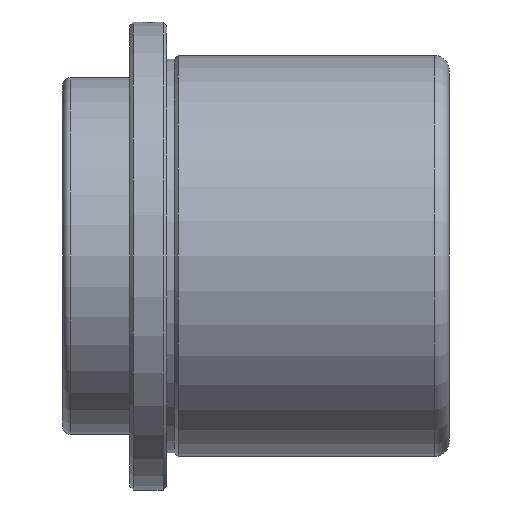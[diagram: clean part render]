
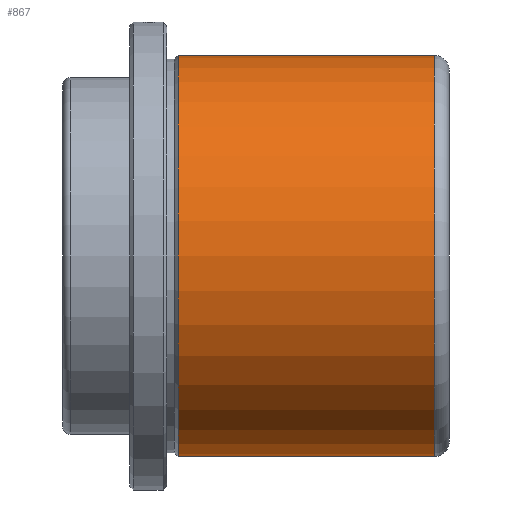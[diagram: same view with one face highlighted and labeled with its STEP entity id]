
A CAD part, left-side view. The second image highlights one B-rep face of the part: STEP entity #867.
In plain terms, the highlighted cylindrical face has radius 27 mm (diameter 54 mm), a partial arc.
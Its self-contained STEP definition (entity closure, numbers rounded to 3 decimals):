
#127 = CARTESIAN_POINT ( 'NONE',  ( 0., 0., 27. ) ) ;
#128 = CARTESIAN_POINT ( 'NONE',  ( 0., -12.248, 27. ) ) ;
#129 = EDGE_CURVE ( 'NONE', #4296, #2345, #130, .T. ) ;
#130 = CIRCLE ( 'NONE', #4501, 27. ) ;
#271 = CARTESIAN_POINT ( 'NONE',  ( 0., -12.248, -27. ) ) ;
#399 = ORIENTED_EDGE ( 'NONE', *, *, #1069, .F. ) ;
#777 = DIRECTION ( 'NONE',  ( 0., 1., 0. ) ) ;
#867 = ADVANCED_FACE ( 'NONE', ( #3214 ), #5558, .T. ) ;
#1069 = EDGE_CURVE ( 'NONE', #5863, #1712, #3584, .T. ) ;
#1221 = CARTESIAN_POINT ( 'NONE',  ( 0., 0., -27. ) ) ;
#1271 = ORIENTED_EDGE ( 'NONE', *, *, #3628, .F. ) ;
#1578 = AXIS2_PLACEMENT_3D ( 'NONE', #1933, #4250, #3773 ) ;
#1712 = VERTEX_POINT ( 'NONE', #5628 ) ;
#1788 = AXIS2_PLACEMENT_3D ( 'NONE', #3768, #5211, #2862 ) ;
#1921 = CARTESIAN_POINT ( 'NONE',  ( 0., 22.252, -27. ) ) ;
#1933 = CARTESIAN_POINT ( 'NONE',  ( 0., 0., 0. ) ) ;
#2175 = DIRECTION ( 'NONE',  ( 0., 0., 1. ) ) ;
#2345 = VERTEX_POINT ( 'NONE', #128 ) ;
#2629 = DIRECTION ( 'NONE',  ( 0., 1., 0. ) ) ;
#2818 = VECTOR ( 'NONE', #4784, 1000. ) ;
#2862 = DIRECTION ( 'NONE',  ( 0., 0., 1. ) ) ;
#3214 = FACE_OUTER_BOUND ( 'NONE', #5759, .T. ) ;
#3325 = VECTOR ( 'NONE', #2629, 1000. ) ;
#3383 = LINE ( 'NONE', #127, #2818 ) ;
#3570 = CARTESIAN_POINT ( 'NONE',  ( 0., -12.248, 0. ) ) ;
#3584 = CIRCLE ( 'NONE', #1788, 27. ) ;
#3628 = EDGE_CURVE ( 'NONE', #4296, #5863, #4592, .T. ) ;
#3768 = CARTESIAN_POINT ( 'NONE',  ( 0., 22.252, 0. ) ) ;
#3773 = DIRECTION ( 'NONE',  ( 0., 0., 1. ) ) ;
#3810 = ORIENTED_EDGE ( 'NONE', *, *, #129, .T. ) ;
#4250 = DIRECTION ( 'NONE',  ( 0., 1., 0. ) ) ;
#4296 = VERTEX_POINT ( 'NONE', #271 ) ;
#4501 = AXIS2_PLACEMENT_3D ( 'NONE', #3570, #777, #2175 ) ;
#4592 = LINE ( 'NONE', #1221, #3325 ) ;
#4784 = DIRECTION ( 'NONE',  ( 0., 1., 0. ) ) ;
#4838 = EDGE_CURVE ( 'NONE', #2345, #1712, #3383, .T. ) ;
#5211 = DIRECTION ( 'NONE',  ( 0., 1., 0. ) ) ;
#5558 = CYLINDRICAL_SURFACE ( 'NONE', #1578, 27. ) ;
#5628 = CARTESIAN_POINT ( 'NONE',  ( 0., 22.252, 27. ) ) ;
#5759 = EDGE_LOOP ( 'NONE', ( #1271, #3810, #5982, #399 ) ) ;
#5863 = VERTEX_POINT ( 'NONE', #1921 ) ;
#5982 = ORIENTED_EDGE ( 'NONE', *, *, #4838, .T. ) ;
